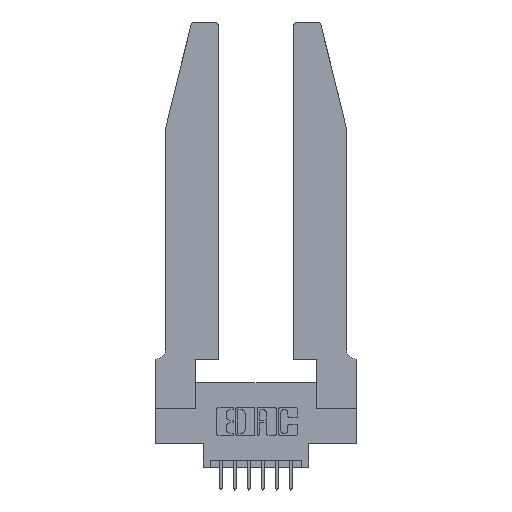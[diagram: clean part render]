
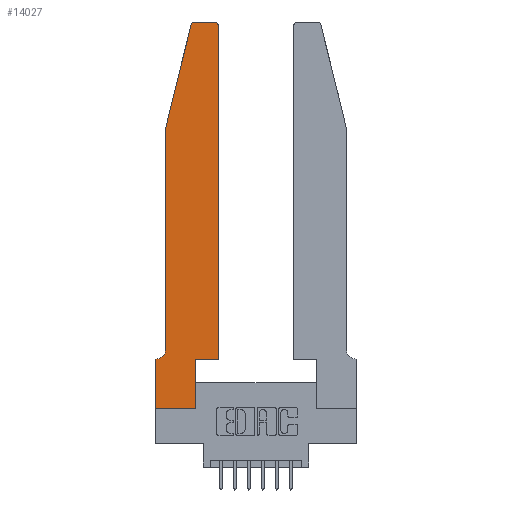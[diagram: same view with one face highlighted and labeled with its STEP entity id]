
A CAD part, top view. The second image highlights one B-rep face of the part: STEP entity #14027.
In plain terms, the highlighted planar face has unit normal (0, 0, 1).
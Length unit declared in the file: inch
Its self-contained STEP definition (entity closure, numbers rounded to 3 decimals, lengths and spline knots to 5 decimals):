
#37 = VERTEX_POINT ( 'NONE', #3003 ) ;
#62 = ORIENTED_EDGE ( 'NONE', *, *, #781, .T. ) ;
#83 = LINE ( 'NONE', #14043, #13223 ) ;
#98 = CIRCLE ( 'NONE', #8528, 0.03 ) ;
#239 = DIRECTION ( 'NONE',  ( 0., 0., 1. ) ) ;
#543 = CARTESIAN_POINT ( 'NONE',  ( 0.0055, 0.42, 0.37 ) ) ;
#581 = CARTESIAN_POINT ( 'NONE',  ( 0.284, 2.72, 0.37 ) ) ;
#739 = LINE ( 'NONE', #2025, #3017 ) ;
#781 = EDGE_CURVE ( 'NONE', #13601, #6073, #2500, .T. ) ;
#940 = DIRECTION ( 'NONE',  ( 0., 1., 0. ) ) ;
#1087 = CARTESIAN_POINT ( 'NONE',  ( 0.2865, 0., 0.37 ) ) ;
#1113 = EDGE_CURVE ( 'NONE', #8986, #4693, #9598, .T. ) ;
#1281 = CARTESIAN_POINT ( 'NONE',  ( 0.0055, 0.35, 0.37 ) ) ;
#1307 = CARTESIAN_POINT ( 'NONE',  ( 0., 0., 0.37 ) ) ;
#1653 = DIRECTION ( 'NONE',  ( 1., 0., 0. ) ) ;
#1722 = ORIENTED_EDGE ( 'NONE', *, *, #11545, .T. ) ;
#1907 = DIRECTION ( 'NONE',  ( 0., 0., 1. ) ) ;
#2025 = CARTESIAN_POINT ( 'NONE',  ( 0.4505, 0.35, 0.37 ) ) ;
#2088 = AXIS2_PLACEMENT_3D ( 'NONE', #543, #14128, #12943 ) ;
#2116 = EDGE_CURVE ( 'NONE', #11851, #11516, #12153, .T. ) ;
#2500 = LINE ( 'NONE', #9951, #4740 ) ;
#2575 = CARTESIAN_POINT ( 'NONE',  ( 0.0755, 0.35, 0.37 ) ) ;
#2585 = VECTOR ( 'NONE', #2619, 39.37008 ) ;
#2619 = DIRECTION ( 'NONE',  ( -1., 0., 0. ) ) ;
#3003 = CARTESIAN_POINT ( 'NONE',  ( 0.4505, 2.72, 0.37 ) ) ;
#3017 = VECTOR ( 'NONE', #940, 39.37008 ) ;
#3021 = EDGE_CURVE ( 'NONE', #37, #8986, #98, .T. ) ;
#3079 = CARTESIAN_POINT ( 'NONE',  ( 0.2865, 0.35, 0.37 ) ) ;
#3475 = ORIENTED_EDGE ( 'NONE', *, *, #10746, .T. ) ;
#3823 = CARTESIAN_POINT ( 'NONE',  ( 0.4505, 0.35, 0.37 ) ) ;
#3840 = DIRECTION ( 'NONE',  ( -0.239, -0.971, 0. ) ) ;
#4013 = CARTESIAN_POINT ( 'NONE',  ( 0.4205, 2.72, 0.37 ) ) ;
#4270 = ORIENTED_EDGE ( 'NONE', *, *, #3021, .T. ) ;
#4302 = VECTOR ( 'NONE', #3840, 39.37008 ) ;
#4341 = LINE ( 'NONE', #11141, #10860 ) ;
#4367 = EDGE_CURVE ( 'NONE', #6073, #7284, #4989, .T. ) ;
#4378 = EDGE_CURVE ( 'NONE', #8829, #13601, #12906, .T. ) ;
#4581 = DIRECTION ( 'NONE',  ( 1., 0., 0. ) ) ;
#4693 = VERTEX_POINT ( 'NONE', #10352 ) ;
#4740 = VECTOR ( 'NONE', #12113, 39.37008 ) ;
#4989 = CIRCLE ( 'NONE', #2088, 0.07 ) ;
#5268 = CARTESIAN_POINT ( 'NONE',  ( 0.4505, 0.35, 0.37 ) ) ;
#5512 = DIRECTION ( 'NONE',  ( 0., 1., 0. ) ) ;
#5649 = ORIENTED_EDGE ( 'NONE', *, *, #12819, .T. ) ;
#6073 = VERTEX_POINT ( 'NONE', #10880 ) ;
#6146 = DIRECTION ( 'NONE',  ( 1., 0., 0. ) ) ;
#6152 = EDGE_LOOP ( 'NONE', ( #6269, #9702, #9622, #62, #10845, #1722, #11224, #8748, #3475, #8334, #5649, #4270 ) ) ;
#6269 = ORIENTED_EDGE ( 'NONE', *, *, #1113, .T. ) ;
#6611 = VECTOR ( 'NONE', #7409, 39.37008 ) ;
#6924 = EDGE_CURVE ( 'NONE', #11516, #7837, #83, .T. ) ;
#6945 = LINE ( 'NONE', #2575, #2585 ) ;
#7284 = VERTEX_POINT ( 'NONE', #1281 ) ;
#7328 = VERTEX_POINT ( 'NONE', #5268 ) ;
#7409 = DIRECTION ( 'NONE',  ( -1., 0., 0. ) ) ;
#7455 = AXIS2_PLACEMENT_3D ( 'NONE', #11958, #239, #4581 ) ;
#7743 = AXIS2_PLACEMENT_3D ( 'NONE', #581, #1907, #6146 ) ;
#7837 = VERTEX_POINT ( 'NONE', #1087 ) ;
#8334 = ORIENTED_EDGE ( 'NONE', *, *, #12038, .T. ) ;
#8361 = DIRECTION ( 'NONE',  ( 0., 0., 1. ) ) ;
#8528 = AXIS2_PLACEMENT_3D ( 'NONE', #4013, #8361, #14132 ) ;
#8591 = CARTESIAN_POINT ( 'NONE',  ( 0.4205, 2.75, 0.37 ) ) ;
#8748 = ORIENTED_EDGE ( 'NONE', *, *, #6924, .T. ) ;
#8829 = VERTEX_POINT ( 'NONE', #9188 ) ;
#8896 = VERTEX_POINT ( 'NONE', #3079 ) ;
#8986 = VERTEX_POINT ( 'NONE', #8591 ) ;
#9188 = CARTESIAN_POINT ( 'NONE',  ( 0.25487, 2.72718, 0.37 ) ) ;
#9598 = LINE ( 'NONE', #13173, #6611 ) ;
#9622 = ORIENTED_EDGE ( 'NONE', *, *, #4378, .T. ) ;
#9702 = ORIENTED_EDGE ( 'NONE', *, *, #14186, .T. ) ;
#9807 = CIRCLE ( 'NONE', #7743, 0.03 ) ;
#9890 = VECTOR ( 'NONE', #1653, 39.37008 ) ;
#9951 = CARTESIAN_POINT ( 'NONE',  ( 0.0755, 2., 0.37 ) ) ;
#10293 = DIRECTION ( 'NONE',  ( 0., -1., 0. ) ) ;
#10352 = CARTESIAN_POINT ( 'NONE',  ( 0.284, 2.75, 0.37 ) ) ;
#10746 = EDGE_CURVE ( 'NONE', #7837, #8896, #4341, .T. ) ;
#10845 = ORIENTED_EDGE ( 'NONE', *, *, #4367, .T. ) ;
#10860 = VECTOR ( 'NONE', #5512, 39.37008 ) ;
#10880 = CARTESIAN_POINT ( 'NONE',  ( 0.0755, 0.42, 0.37 ) ) ;
#10956 = DIRECTION ( 'NONE',  ( 1., 0., 0. ) ) ;
#11141 = CARTESIAN_POINT ( 'NONE',  ( 0.2865, 0.35, 0.37 ) ) ;
#11224 = ORIENTED_EDGE ( 'NONE', *, *, #2116, .T. ) ;
#11484 = CARTESIAN_POINT ( 'NONE',  ( 0., 0.35, 0.37 ) ) ;
#11516 = VERTEX_POINT ( 'NONE', #1307 ) ;
#11545 = EDGE_CURVE ( 'NONE', #7284, #11851, #6945, .T. ) ;
#11829 = CARTESIAN_POINT ( 'NONE',  ( 0.0755, 2., 0.37 ) ) ;
#11851 = VERTEX_POINT ( 'NONE', #11484 ) ;
#11958 = CARTESIAN_POINT ( 'NONE',  ( 0., 0.35, 0.37 ) ) ;
#12038 = EDGE_CURVE ( 'NONE', #8896, #7328, #13925, .T. ) ;
#12113 = DIRECTION ( 'NONE',  ( 0., -1., 0. ) ) ;
#12153 = LINE ( 'NONE', #12492, #13546 ) ;
#12470 = CARTESIAN_POINT ( 'NONE',  ( 0.0755, 2., 0.37 ) ) ;
#12492 = CARTESIAN_POINT ( 'NONE',  ( 0., 0., 0.37 ) ) ;
#12819 = EDGE_CURVE ( 'NONE', #7328, #37, #739, .T. ) ;
#12906 = LINE ( 'NONE', #11829, #4302 ) ;
#12943 = DIRECTION ( 'NONE',  ( -1., 0., 0. ) ) ;
#13173 = CARTESIAN_POINT ( 'NONE',  ( 0.2605, 2.75, 0.37 ) ) ;
#13223 = VECTOR ( 'NONE', #10956, 39.37008 ) ;
#13328 = FACE_OUTER_BOUND ( 'NONE', #6152, .T. ) ;
#13546 = VECTOR ( 'NONE', #10293, 39.37008 ) ;
#13601 = VERTEX_POINT ( 'NONE', #12470 ) ;
#13925 = LINE ( 'NONE', #3823, #9890 ) ;
#14027 = ADVANCED_FACE ( 'NONE', ( #13328 ), #14167, .T. ) ;
#14043 = CARTESIAN_POINT ( 'NONE',  ( 0., 0., 0.37 ) ) ;
#14128 = DIRECTION ( 'NONE',  ( 0., 0., -1. ) ) ;
#14132 = DIRECTION ( 'NONE',  ( 1., 0., 0. ) ) ;
#14167 = PLANE ( 'NONE',  #7455 ) ;
#14186 = EDGE_CURVE ( 'NONE', #4693, #8829, #9807, .T. ) ;
